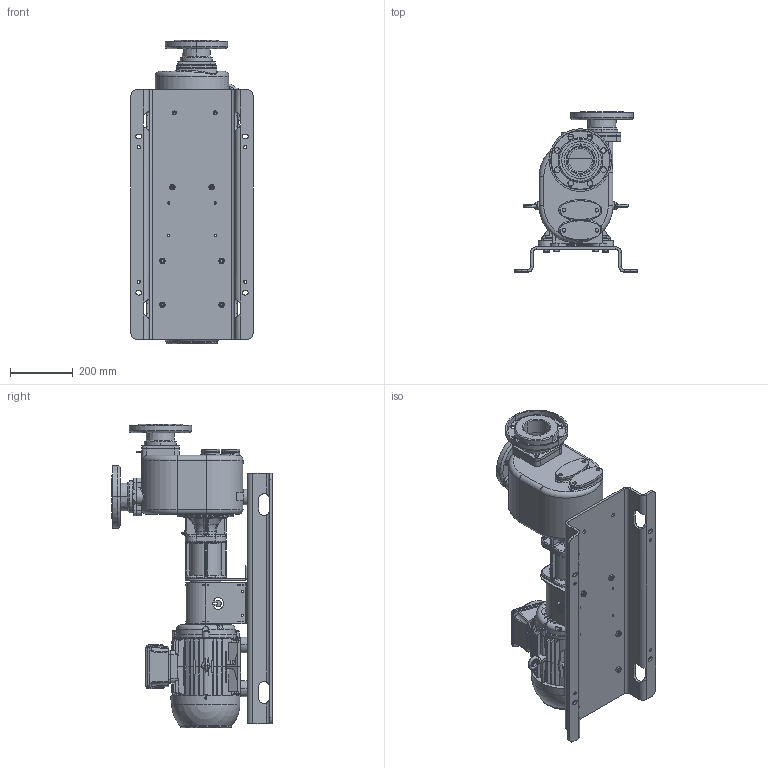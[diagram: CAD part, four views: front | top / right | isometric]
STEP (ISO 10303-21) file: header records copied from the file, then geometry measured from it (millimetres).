
FILE_DESCRIPTION((''),'2;1');
FILE_NAME('ESPORTAZIONE_SW0002','2017-04-04T',('Nicola'),(''),'CREO PARAMETRIC BY PTC INC, 2016380','CREO PARAMETRIC BY PTC INC, 2016380','');
FILE_SCHEMA(('CONFIG_CONTROL_DESIGN'));
Products named in the file (1): ESPORTAZIONE_SW0002
Bounding box: 390 x 512 x 968.6 mm (x, y, z)
Volume: 31597327.5 mm3; surface area: 2488236.2 mm2
Topology: 1 solids, 4 shells, 3713 faces, 9533 edges, 6028 vertices
Faces by surface type: plane 2157, cylinder 746, cone 444, torus 200, bspline 146, sphere 14, extrusion 6
Entity records: 152104 total; most frequent: CARTESIAN_POINT 62870, ORIENTED_EDGE 19054, DIRECTION 17728, EDGE_CURVE 9527, AXIS2_PLACEMENT_3D 6134, VERTEX_POINT 6028, VECTOR 5460, LINE 5454
